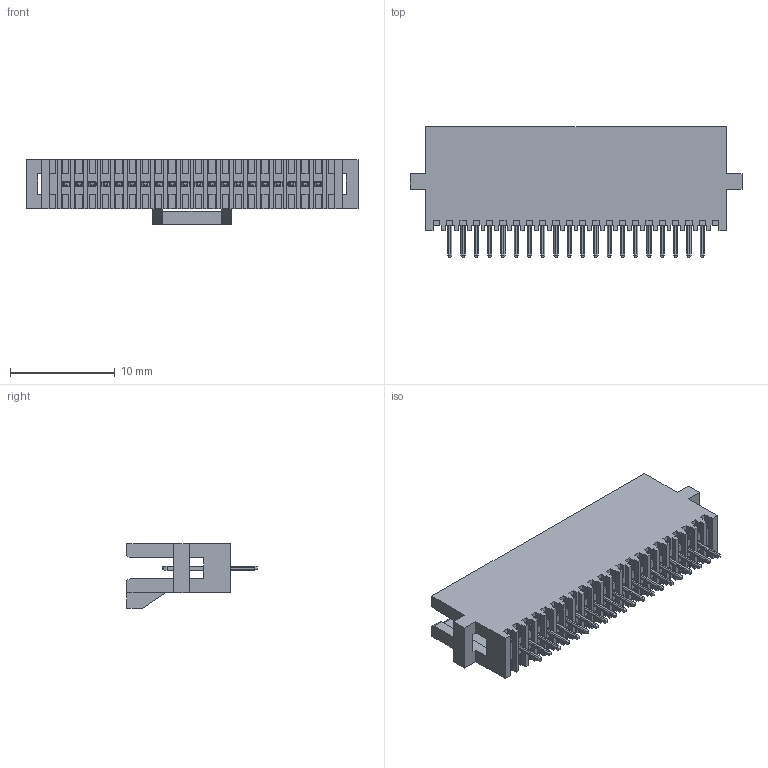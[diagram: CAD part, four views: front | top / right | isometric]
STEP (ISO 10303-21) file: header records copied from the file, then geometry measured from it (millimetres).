
FILE_DESCRIPTION( ('This file contains a STEP AP42 implementation' ,'as created by ZW3D STEP Interface translator.') ,'2;1' );
FILE_NAME( '3135-XXSXXBK00X2.stp' ,'231123.102212', (''), ('ZWCAD Software Co.'), 'Version 1.0', 'ZW3D to STEP translator', '' );
FILE_SCHEMA(('AUTOMOTIVE_DESIGN { 1 0 10303 214 1 1 1 1 }'));
Length unit declared in the file: millimetre
Products named in the file (2): 0; 3135-20SXXBK00T2
Bounding box: 31.73 x 12.44 x 6.2 mm (x, y, z)
Volume: 751.1 mm3; surface area: 1859.8 mm2
Topology: 1 solids, 1 shells, 1261 faces, 3963 edges, 2638 vertices
Faces by surface type: plane 1101, bspline 80, cylinder 80
Entity records: 59181 total; most frequent: CARTESIAN_POINT 30558, ORIENTED_EDGE 7926, EDGE_CURVE 3963, B_SPLINE_CURVE_WITH_KNOTS 3819, VERTEX_POINT 2638, DIRECTION 2508, EDGE_LOOP 1281, FACE_OUTER_BOUND 1261
